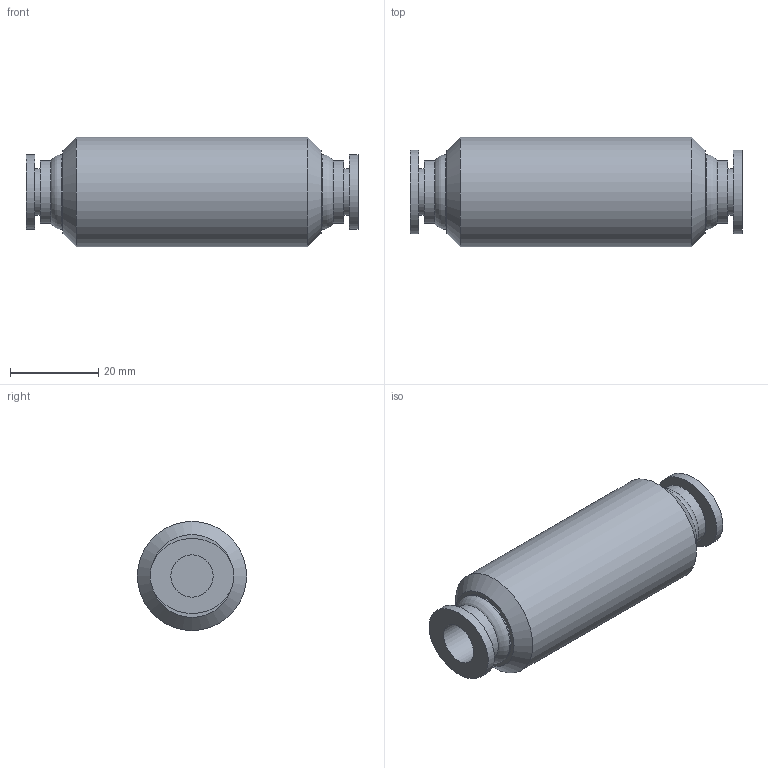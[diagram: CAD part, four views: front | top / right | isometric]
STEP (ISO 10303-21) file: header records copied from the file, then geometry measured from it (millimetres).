
FILE_DESCRIPTION(/* description */ ('Unknown'),/* implementation_level */ '2;1');
FILE_NAME(/* name */ 'CP3.3;8',/* time_stamp */ '2018-10-29T11:19:40-04:00',/* author */ ('Unknown'),/* organization */ ('Unknown'),/* preprocessor_version */ 'ST-DEVELOPER v16.7',/* originating_system */ 'DEX',/* authorisation */ $);
FILE_SCHEMA (('AUTOMOTIVE_DESIGN {1 0 10303 214 3 1 1}'));
Length unit declared in the file: millimetre
Products named in the file (1): CP3.3;8
Bounding box: 75.4 x 24.8 x 24.8 mm (x, y, z)
Volume: 29081.4 mm3; surface area: 7341.5 mm2
Topology: 1 solids, 1 shells, 25 faces, 43 edges, 28 vertices
Faces by surface type: plane 10, cylinder 9, bspline 2, cone 2, torus 2
Full cylindrical faces by diameter (mm): 9.6 x2, 10.6 x2, 14.3 x2, 16.9 x2, 24.8 x1
Entity records: 592 total; most frequent: CARTESIAN_POINT 148, DIRECTION 96, ORIENTED_EDGE 48, EDGE_LOOP 48, FACE_BOUND 48, AXIS2_PLACEMENT_3D 48, ADVANCED_FACE 25, EDGE_CURVE 24
